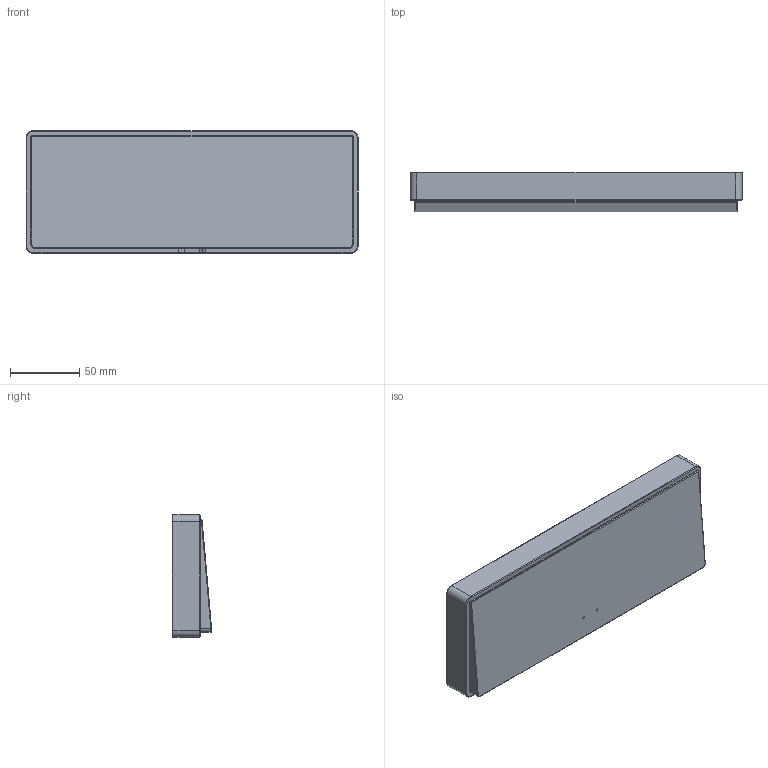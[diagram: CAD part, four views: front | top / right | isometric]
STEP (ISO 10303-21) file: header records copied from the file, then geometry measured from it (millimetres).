
FILE_DESCRIPTION(/* description */ (''),/* implementation_level */ '2;1');
FILE_NAME(/* name */ 'planckeneko_case v76.step',/* time_stamp */ '2022-07-21T23:49:33-07:00',/* author */ (''),/* organization */ (''),/* preprocessor_version */ 'ST-DEVELOPER v19',/* originating_system */ 'Autodesk Translation Framework v11.7.0.108',/* authorisation */ '');
FILE_SCHEMA (('AUTOMOTIVE_DESIGN { 1 0 10303 214 3 1 1 }'));
Length unit declared in the file: millimetre
Products named in the file (1): planckeneko_case
Bounding box: 239 x 28.55 x 88 mm (x, y, z)
Volume: 168222.4 mm3; surface area: 70188.3 mm2
Topology: 1 solids, 1 shells, 140 faces, 354 edges, 222 vertices
Faces by surface type: cylinder 76, plane 44, torus 16, bspline 2, sphere 2
Full cylindrical faces by diameter (mm): 1.6 x4
Entity records: 4328 total; most frequent: DIRECTION 802, CARTESIAN_POINT 775, ORIENTED_EDGE 708, EDGE_CURVE 354, AXIS2_PLACEMENT_3D 309, VERTEX_POINT 222, LINE 184, VECTOR 184
